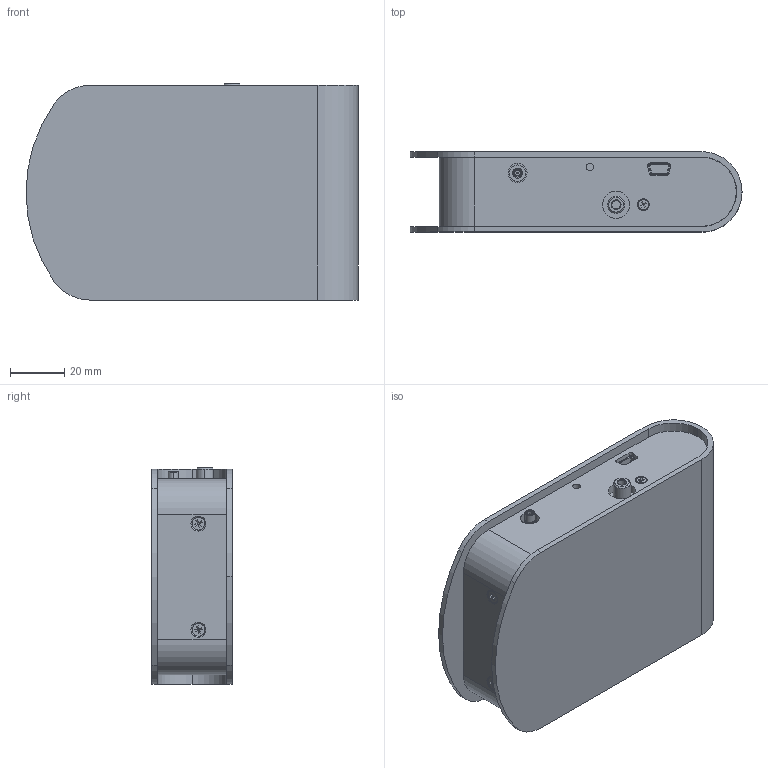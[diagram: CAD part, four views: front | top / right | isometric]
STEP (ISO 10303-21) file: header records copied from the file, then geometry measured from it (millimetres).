
FILE_DESCRIPTION (( 'STEP AP203' ), '1' );
FILE_NAME ('18143-E0W.STEP', '2012-07-09T13:32:18', ( '' ), ( '' ), 'SwSTEP 2.0', 'SolidWorks 2011', '' );
FILE_SCHEMA (( 'CONFIG_CONTROL_DESIGN' ));
Length unit declared in the file: millimetre
Products named in the file (1): 18143-E0W
Bounding box: 122.02 x 29.5 x 79.5 mm (x, y, z)
Surface area: 54084.6 mm2 (no closed solid volume)
Topology: 0 solids, 21 shells, 327 faces, 930 edges, 622 vertices
Faces by surface type: plane 192, cylinder 96, cone 39
Entity records: 10619 total; most frequent: CARTESIAN_POINT 1914, DIRECTION 1896, ORIENTED_EDGE 1542, EDGE_CURVE 928, AXIS2_PLACEMENT_3D 652, VERTEX_POINT 622, LINE 592, VECTOR 592
